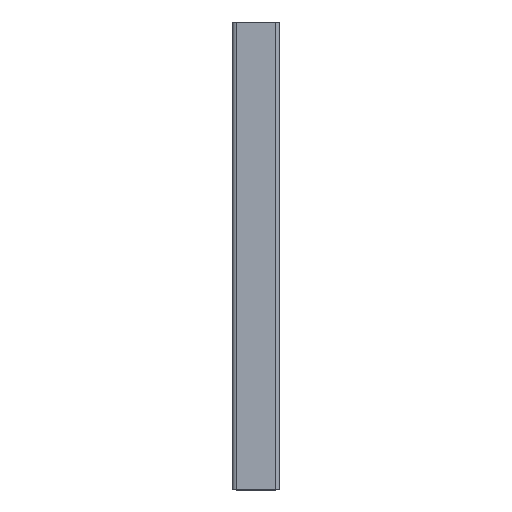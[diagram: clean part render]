
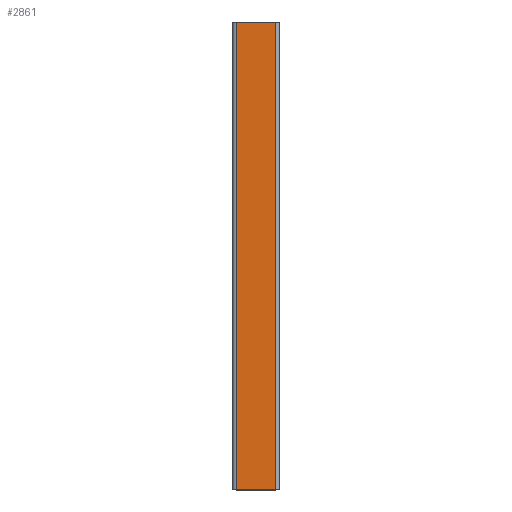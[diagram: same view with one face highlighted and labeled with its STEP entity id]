
A CAD part, top view. The second image highlights one B-rep face of the part: STEP entity #2861.
In plain terms, the highlighted planar face has unit normal (0, 0, 1).
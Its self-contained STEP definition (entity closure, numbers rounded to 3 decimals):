
#369=FACE_OUTER_BOUND('',#515,.T.);
#515=EDGE_LOOP('',(#2255,#2256,#2257,#2258));
#759=LINE('',#4743,#1031);
#760=LINE('',#4747,#1032);
#761=LINE('',#4749,#1033);
#762=LINE('',#4750,#1034);
#1031=VECTOR('',#3871,200.);
#1032=VECTOR('',#3876,17.);
#1033=VECTOR('',#3877,200.);
#1034=VECTOR('',#3878,17.);
#1319=VERTEX_POINT('',#4740);
#1320=VERTEX_POINT('',#4742);
#1321=VERTEX_POINT('',#4746);
#1322=VERTEX_POINT('',#4748);
#1714=EDGE_CURVE('',#1320,#1319,#759,.T.);
#1716=EDGE_CURVE('',#1319,#1321,#760,.T.);
#1717=EDGE_CURVE('',#1322,#1321,#761,.T.);
#1718=EDGE_CURVE('',#1320,#1322,#762,.T.);
#2255=ORIENTED_EDGE('',*,*,#1716,.T.);
#2256=ORIENTED_EDGE('',*,*,#1717,.F.);
#2257=ORIENTED_EDGE('',*,*,#1718,.F.);
#2258=ORIENTED_EDGE('',*,*,#1714,.T.);
#2733=PLANE('',#3133);
#2861=ADVANCED_FACE('',(#369),#2733,.T.);
#3133=AXIS2_PLACEMENT_3D('',#4745,#3874,#3875);
#3871=DIRECTION('',(0.,1.,0.));
#3874=DIRECTION('center_axis',(0.,0.,1.));
#3875=DIRECTION('ref_axis',(1.,0.,0.));
#3876=DIRECTION('',(-1.,0.,0.));
#3877=DIRECTION('',(0.,1.,0.));
#3878=DIRECTION('',(-1.,0.,0.));
#4740=CARTESIAN_POINT('',(8.5,200.,10.));
#4742=CARTESIAN_POINT('',(8.5,0.,10.));
#4743=CARTESIAN_POINT('',(8.5,0.,10.));
#4745=CARTESIAN_POINT('Origin',(-8.5,0.,10.));
#4746=CARTESIAN_POINT('',(-8.5,200.,10.));
#4747=CARTESIAN_POINT('',(-4.25,200.,10.));
#4748=CARTESIAN_POINT('',(-8.5,0.,10.));
#4749=CARTESIAN_POINT('',(-8.5,0.,10.));
#4750=CARTESIAN_POINT('',(-4.25,0.,10.));
